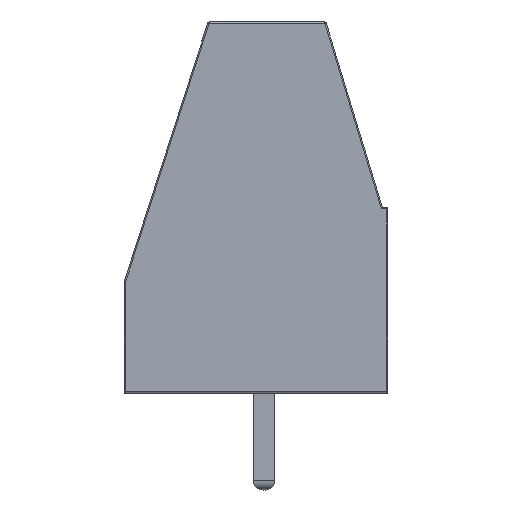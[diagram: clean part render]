
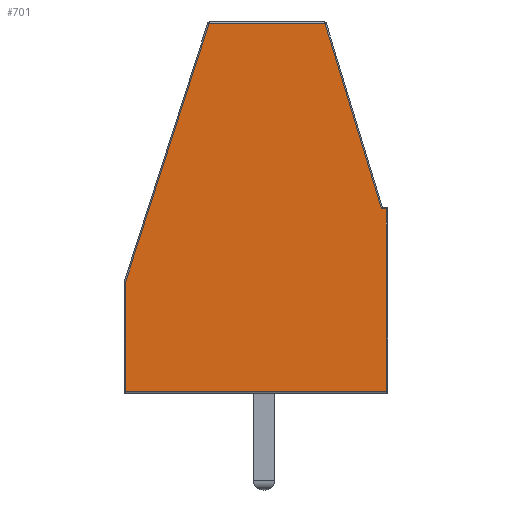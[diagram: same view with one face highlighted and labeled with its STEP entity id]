
A CAD part, left-side view. The second image highlights one B-rep face of the part: STEP entity #701.
In plain terms, the highlighted planar face has unit normal (-1, 0, 0).
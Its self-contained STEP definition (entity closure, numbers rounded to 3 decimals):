
#167 = VERTEX_POINT('',#168);
#168 = CARTESIAN_POINT('',(-2.54,-2.263,13.85));
#183 = EDGE_CURVE('',#184,#167,#186,.T.);
#184 = VERTEX_POINT('',#185);
#185 = CARTESIAN_POINT('',(-2.54,-4.363,6.95));
#186 = LINE('',#187,#188);
#187 = CARTESIAN_POINT('',(-2.54,-4.352,6.985));
#188 = VECTOR('',#189,1.);
#189 = DIRECTION('',(0.,0.291,0.957));
#681 = VERTEX_POINT('',#682);
#682 = CARTESIAN_POINT('',(-2.54,-4.55,6.95));
#691 = EDGE_CURVE('',#681,#184,#692,.T.);
#692 = LINE('',#693,#694);
#693 = CARTESIAN_POINT('',(-2.54,-4.6,6.95));
#694 = VECTOR('',#695,1.);
#695 = DIRECTION('',(0.,1.,0.));
#701 = ADVANCED_FACE('',(#702),#744,.T.);
#702 = FACE_BOUND('',#703,.T.);
#703 = EDGE_LOOP('',(#704,#712,#713,#714,#722,#730,#738));
#704 = ORIENTED_EDGE('',*,*,#705,.T.);
#705 = EDGE_CURVE('',#706,#681,#708,.T.);
#706 = VERTEX_POINT('',#707);
#707 = CARTESIAN_POINT('',(-2.54,-4.55,0.15));
#708 = LINE('',#709,#710);
#709 = CARTESIAN_POINT('',(-2.54,-4.55,0.1));
#710 = VECTOR('',#711,1.);
#711 = DIRECTION('',(0.,0.,1.));
#712 = ORIENTED_EDGE('',*,*,#691,.T.);
#713 = ORIENTED_EDGE('',*,*,#183,.T.);
#714 = ORIENTED_EDGE('',*,*,#715,.T.);
#715 = EDGE_CURVE('',#167,#716,#718,.T.);
#716 = VERTEX_POINT('',#717);
#717 = CARTESIAN_POINT('',(-2.54,2.044,13.85));
#718 = LINE('',#719,#720);
#719 = CARTESIAN_POINT('',(-2.54,-2.3,13.85));
#720 = VECTOR('',#721,1.);
#721 = DIRECTION('',(0.,1.,0.));
#722 = ORIENTED_EDGE('',*,*,#723,.T.);
#723 = EDGE_CURVE('',#716,#724,#726,.T.);
#724 = VERTEX_POINT('',#725);
#725 = CARTESIAN_POINT('',(-2.54,5.15,4.232));
#726 = LINE('',#727,#728);
#727 = CARTESIAN_POINT('',(-2.54,2.032,13.885));
#728 = VECTOR('',#729,1.);
#729 = DIRECTION('',(0.,0.307,-0.952));
#730 = ORIENTED_EDGE('',*,*,#731,.T.);
#731 = EDGE_CURVE('',#724,#732,#734,.T.);
#732 = VERTEX_POINT('',#733);
#733 = CARTESIAN_POINT('',(-2.54,5.15,0.15));
#734 = LINE('',#735,#736);
#735 = CARTESIAN_POINT('',(-2.54,5.15,4.24));
#736 = VECTOR('',#737,1.);
#737 = DIRECTION('',(0.,0.,-1.));
#738 = ORIENTED_EDGE('',*,*,#739,.T.);
#739 = EDGE_CURVE('',#732,#706,#740,.T.);
#740 = LINE('',#741,#742);
#741 = CARTESIAN_POINT('',(-2.54,5.2,0.15));
#742 = VECTOR('',#743,1.);
#743 = DIRECTION('',(0.,-1.,0.));
#744 = PLANE('',#745);
#745 = AXIS2_PLACEMENT_3D('',#746,#747,#748);
#746 = CARTESIAN_POINT('',(-2.54,0.097,6.175));
#747 = DIRECTION('',(-1.,0.,0.));
#748 = DIRECTION('',(0.,0.,-1.));
